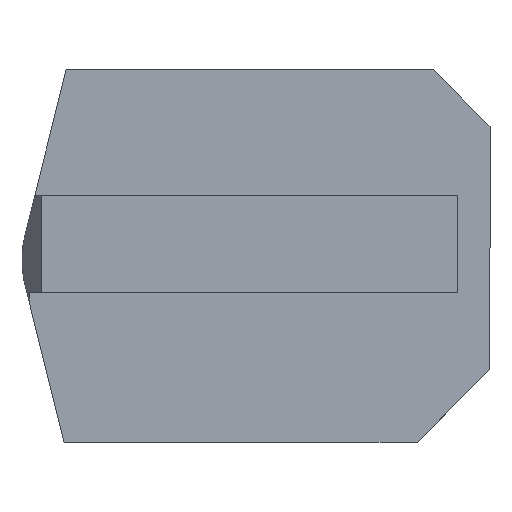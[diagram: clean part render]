
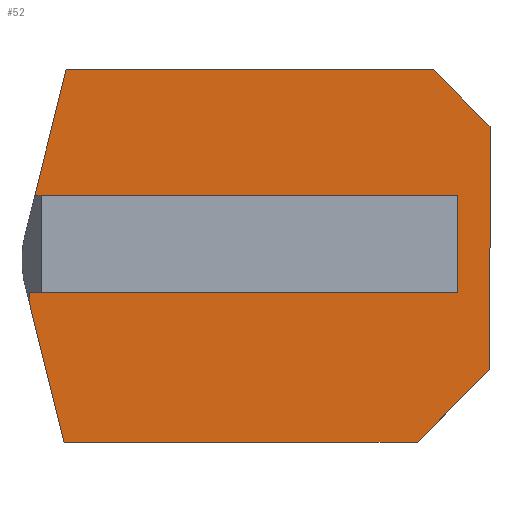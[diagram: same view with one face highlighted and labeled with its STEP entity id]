
A CAD part, top view. The second image highlights one B-rep face of the part: STEP entity #52.
In plain terms, the highlighted planar face has unit normal (0, 0, 1).
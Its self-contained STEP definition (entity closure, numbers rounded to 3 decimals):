
#52=ADVANCED_FACE('',(#87),#71,.T.);
#71=PLANE('',#393);
#87=FACE_OUTER_BOUND('',#102,.T.);
#102=EDGE_LOOP('',(#132,#133,#134,#135,#136,#137,#138,#139,#140,#141,#142));
#132=ORIENTED_EDGE('',*,*,#242,.F.);
#133=ORIENTED_EDGE('',*,*,#248,.T.);
#134=ORIENTED_EDGE('',*,*,#249,.T.);
#135=ORIENTED_EDGE('',*,*,#250,.T.);
#136=ORIENTED_EDGE('',*,*,#251,.F.);
#137=ORIENTED_EDGE('',*,*,#252,.T.);
#138=ORIENTED_EDGE('',*,*,#253,.F.);
#139=ORIENTED_EDGE('',*,*,#254,.T.);
#140=ORIENTED_EDGE('',*,*,#255,.T.);
#141=ORIENTED_EDGE('',*,*,#256,.T.);
#142=ORIENTED_EDGE('',*,*,#257,.F.);
#211=VERTEX_POINT('',#519);
#213=VERTEX_POINT('',#522);
#218=VERTEX_POINT('',#534);
#219=VERTEX_POINT('',#536);
#220=VERTEX_POINT('',#538);
#221=VERTEX_POINT('',#540);
#222=VERTEX_POINT('',#542);
#223=VERTEX_POINT('',#544);
#224=VERTEX_POINT('',#546);
#225=VERTEX_POINT('',#548);
#226=VERTEX_POINT('',#550);
#242=EDGE_CURVE('',#211,#213,#285,.T.);
#248=EDGE_CURVE('',#211,#218,#290,.T.);
#249=EDGE_CURVE('',#218,#219,#291,.T.);
#250=EDGE_CURVE('',#219,#220,#292,.T.);
#251=EDGE_CURVE('',#221,#220,#293,.T.);
#252=EDGE_CURVE('',#221,#222,#294,.T.);
#253=EDGE_CURVE('',#223,#222,#295,.T.);
#254=EDGE_CURVE('',#223,#224,#296,.T.);
#255=EDGE_CURVE('',#224,#225,#297,.T.);
#256=EDGE_CURVE('',#225,#226,#298,.T.);
#257=EDGE_CURVE('',#213,#226,#299,.T.);
#285=LINE('',#521,#322);
#290=LINE('',#533,#327);
#291=LINE('',#535,#328);
#292=LINE('',#537,#329);
#293=LINE('',#539,#330);
#294=LINE('',#541,#331);
#295=LINE('',#543,#332);
#296=LINE('',#545,#333);
#297=LINE('',#547,#334);
#298=LINE('',#549,#335);
#299=LINE('',#551,#336);
#322=VECTOR('',#425,1.);
#327=VECTOR('',#434,1.);
#328=VECTOR('',#435,1.);
#329=VECTOR('',#436,1.);
#330=VECTOR('',#437,1.);
#331=VECTOR('',#438,1.);
#332=VECTOR('',#439,1.);
#333=VECTOR('',#440,1.);
#334=VECTOR('',#441,1.);
#335=VECTOR('',#442,1.);
#336=VECTOR('',#443,1.);
#393=AXIS2_PLACEMENT_3D('',#552,#444,#445);
#425=DIRECTION('',(0.,1.,0.));
#434=DIRECTION('',(0.242,-0.97,0.));
#435=DIRECTION('',(1.,0.,0.));
#436=DIRECTION('',(0.707,0.707,0.));
#437=DIRECTION('',(0.,-1.,0.));
#438=DIRECTION('',(-0.707,0.707,0.));
#439=DIRECTION('',(1.,0.,0.));
#440=DIRECTION('',(-0.242,-0.97,0.));
#441=DIRECTION('',(1.,0.,0.));
#442=DIRECTION('',(0.,-1.,0.));
#443=DIRECTION('',(1.,0.,0.));
#444=DIRECTION('',(0.,0.,1.));
#445=DIRECTION('',(0.,1.,0.));
#519=CARTESIAN_POINT('',(-113.819,-8.147,0.));
#521=CARTESIAN_POINT('',(-113.819,-50.527,0.));
#522=CARTESIAN_POINT('',(-113.819,-6.,0.));
#533=CARTESIAN_POINT('',(-113.512,-9.38,0.));
#534=CARTESIAN_POINT('',(-105.129,-43.,0.));
#535=CARTESIAN_POINT('',(-116.,-43.,0.));
#536=CARTESIAN_POINT('',(-18.,-43.,0.));
#537=CARTESIAN_POINT('',(-50.5,-75.5,0.));
#538=CARTESIAN_POINT('',(0.,-25.,0.));
#539=CARTESIAN_POINT('',(0.,-10.,0.));
#540=CARTESIAN_POINT('',(0.,35.,0.));
#541=CARTESIAN_POINT('',(-35.5,70.5,0.));
#542=CARTESIAN_POINT('',(-14.,49.,0.));
#543=CARTESIAN_POINT('',(-116.,49.,0.));
#544=CARTESIAN_POINT('',(-104.631,49.,0.));
#545=CARTESIAN_POINT('',(-119.145,-9.216,0.));
#546=CARTESIAN_POINT('',(-112.36,18.,0.));
#547=CARTESIAN_POINT('',(-117.,18.,0.));
#548=CARTESIAN_POINT('',(-8.,18.,0.));
#549=CARTESIAN_POINT('',(-8.,18.,0.));
#550=CARTESIAN_POINT('',(-8.,-6.,0.));
#551=CARTESIAN_POINT('',(-117.,-6.,0.));
#552=CARTESIAN_POINT('',(-116.,-10.,0.));
